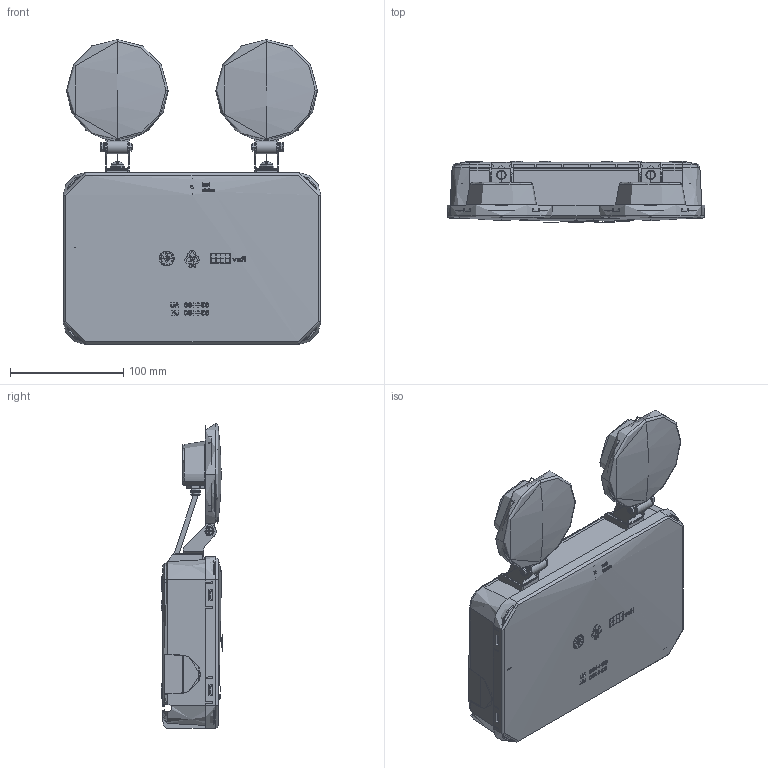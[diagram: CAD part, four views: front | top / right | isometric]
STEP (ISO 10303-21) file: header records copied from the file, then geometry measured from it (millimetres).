
FILE_DESCRIPTION((''),'2;1');
FILE_NAME('111_0','2025-09-18T13:39:14',('beauty.ye'),(''),'CREO PARAMETRIC BY PTC INC, 2024401','CREO PARAMETRIC BY PTC INC, 2024401','');
FILE_SCHEMA(('CONFIG_CONTROL_DESIGN'));
Length unit declared in the file: millimetre
Products named in the file (1): 111_0
Bounding box: 228 x 54.1 x 269.67 mm (x, y, z)
Volume: 40246.5 mm3
Topology: 25 solids, 33 shells, 5387 faces, 15307 edges, 10102 vertices
Faces by surface type: plane 3962, cylinder 587, cone 285, extrusion 253, bspline 175, torus 63, sphere 58, revolution 4
Full cylindrical faces by diameter (mm): 0.6 x4
Entity records: 199439 total; most frequent: CARTESIAN_POINT 66379, ORIENTED_EDGE 30522, DIRECTION 22996, EDGE_CURVE 15261, VERTEX_POINT 10106, VECTOR 9844, LINE 9591, AXIS2_PLACEMENT_3D 6574
